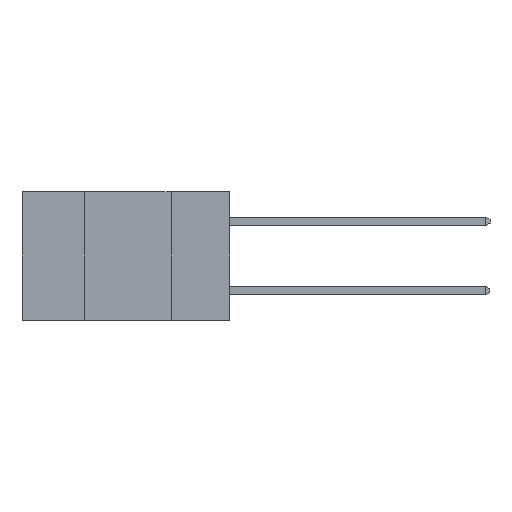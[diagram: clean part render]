
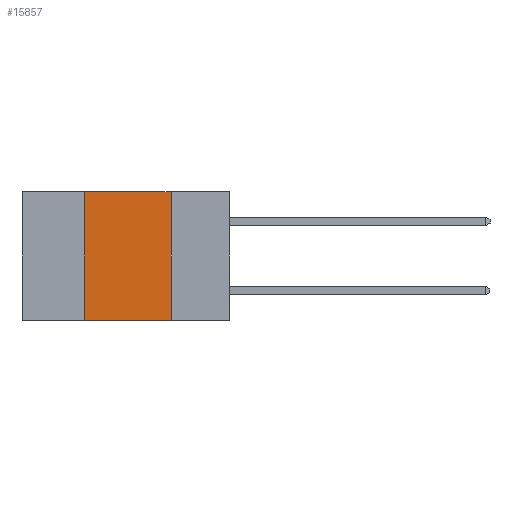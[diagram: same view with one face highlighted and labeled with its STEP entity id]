
A CAD part, left-side view. The second image highlights one B-rep face of the part: STEP entity #15857.
In plain terms, the highlighted planar face has unit normal (-1, 0, 0).
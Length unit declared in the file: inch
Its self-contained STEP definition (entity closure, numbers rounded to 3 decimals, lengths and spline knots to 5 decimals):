
#31 = CARTESIAN_POINT ( 'NONE',  ( 0., 0.42, -0.37 ) ) ;
#238 = CARTESIAN_POINT ( 'NONE',  ( 0., 0.42, 0. ) ) ;
#273 = EDGE_CURVE ( 'NONE', #6566, #24112, #5568, .T. ) ;
#2705 = FACE_OUTER_BOUND ( 'NONE', #3952, .T. ) ;
#2875 = VERTEX_POINT ( 'NONE', #24804 ) ;
#3778 = VECTOR ( 'NONE', #21492, 39.37008 ) ;
#3952 = EDGE_LOOP ( 'NONE', ( #16602, #22758, #23961, #20021 ) ) ;
#4912 = VECTOR ( 'NONE', #17287, 39.37008 ) ;
#5094 = CARTESIAN_POINT ( 'NONE',  ( 0., 0.6, 0. ) ) ;
#5568 = LINE ( 'NONE', #238, #4912 ) ;
#6566 = VERTEX_POINT ( 'NONE', #31 ) ;
#7208 = DIRECTION ( 'NONE',  ( 1., 0., 0. ) ) ;
#7618 = LINE ( 'NONE', #7731, #23955 ) ;
#7731 = CARTESIAN_POINT ( 'NONE',  ( 0., 0.17, 0. ) ) ;
#9537 = CARTESIAN_POINT ( 'NONE',  ( 0., 0.17, 0. ) ) ;
#11158 = DIRECTION ( 'NONE',  ( 0., -1., 0. ) ) ;
#11250 = EDGE_CURVE ( 'NONE', #24112, #13977, #26430, .T. ) ;
#13977 = VERTEX_POINT ( 'NONE', #9537 ) ;
#15182 = EDGE_CURVE ( 'NONE', #6566, #2875, #27230, .T. ) ;
#15857 = ADVANCED_FACE ( 'NONE', ( #2705 ), #19986, .F. ) ;
#16299 = DIRECTION ( 'NONE',  ( 0., 0., -1. ) ) ;
#16602 = ORIENTED_EDGE ( 'NONE', *, *, #16794, .F. ) ;
#16794 = EDGE_CURVE ( 'NONE', #13977, #2875, #7618, .T. ) ;
#17287 = DIRECTION ( 'NONE',  ( 0., 0., 1. ) ) ;
#17924 = VECTOR ( 'NONE', #11158, 39.37008 ) ;
#19986 = PLANE ( 'NONE',  #25371 ) ;
#20021 = ORIENTED_EDGE ( 'NONE', *, *, #15182, .T. ) ;
#21492 = DIRECTION ( 'NONE',  ( 0., -1., 0. ) ) ;
#22125 = DIRECTION ( 'NONE',  ( 0., 0., -1. ) ) ;
#22758 = ORIENTED_EDGE ( 'NONE', *, *, #11250, .F. ) ;
#23908 = CARTESIAN_POINT ( 'NONE',  ( 0., 0.6, -0.37 ) ) ;
#23955 = VECTOR ( 'NONE', #16299, 39.37008 ) ;
#23961 = ORIENTED_EDGE ( 'NONE', *, *, #273, .F. ) ;
#24112 = VERTEX_POINT ( 'NONE', #25875 ) ;
#24804 = CARTESIAN_POINT ( 'NONE',  ( 0., 0.17, -0.37 ) ) ;
#25371 = AXIS2_PLACEMENT_3D ( 'NONE', #5094, #7208, #22125 ) ;
#25752 = CARTESIAN_POINT ( 'NONE',  ( 0., 0.6, 0. ) ) ;
#25875 = CARTESIAN_POINT ( 'NONE',  ( 0., 0.42, 0. ) ) ;
#26430 = LINE ( 'NONE', #25752, #3778 ) ;
#27230 = LINE ( 'NONE', #23908, #17924 ) ;
